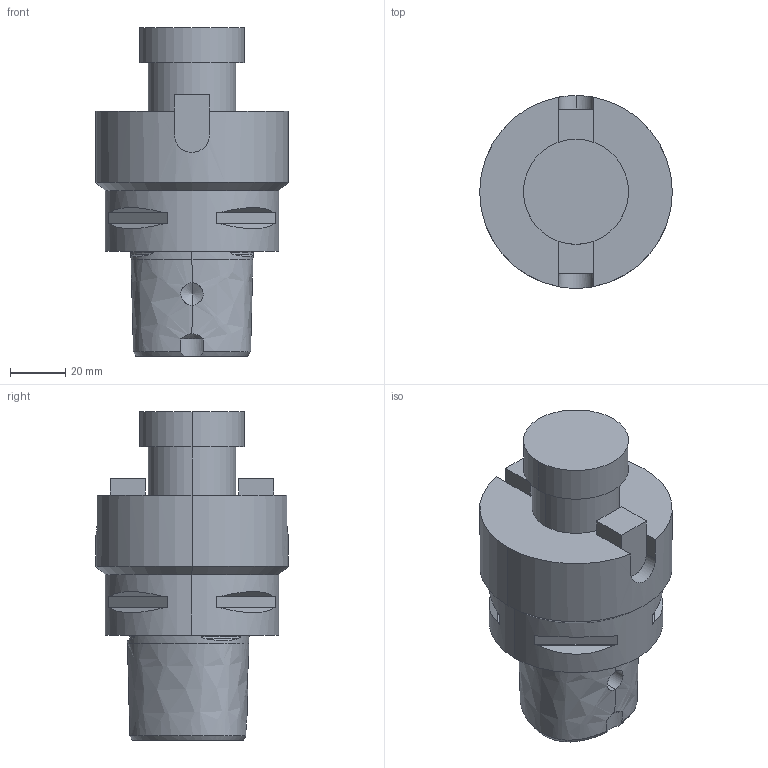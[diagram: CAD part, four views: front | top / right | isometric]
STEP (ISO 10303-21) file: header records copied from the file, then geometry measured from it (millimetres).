
FILE_DESCRIPTION (( 'STEP AP203' ), '1' );
FILE_NAME ('STP-143.151.72.200.STEP', '2016-12-07T08:49:28', ( '' ), ( '' ), 'SwSTEP 2.0', 'SolidWorks 2015', '' );
FILE_SCHEMA (( 'CONFIG_CONTROL_DESIGN' ));
Length unit declared in the file: millimetre
Products named in the file (1): STP-143.151.72.200
Bounding box: 69.85 x 69.85 x 118.95 mm (x, y, z)
Volume: 234550.8 mm3; surface area: 31985.7 mm2
Topology: 1 solids, 1 shells, 100 faces, 241 edges, 148 vertices
Faces by surface type: plane 43, cylinder 24, cone 18, torus 9, bspline 6
Entity records: 5450 total; most frequent: CARTESIAN_POINT 3128, ORIENTED_EDGE 474, DIRECTION 455, EDGE_CURVE 237, AXIS2_PLACEMENT_3D 179, VERTEX_POINT 148, EDGE_LOOP 111, FACE_OUTER_BOUND 100
